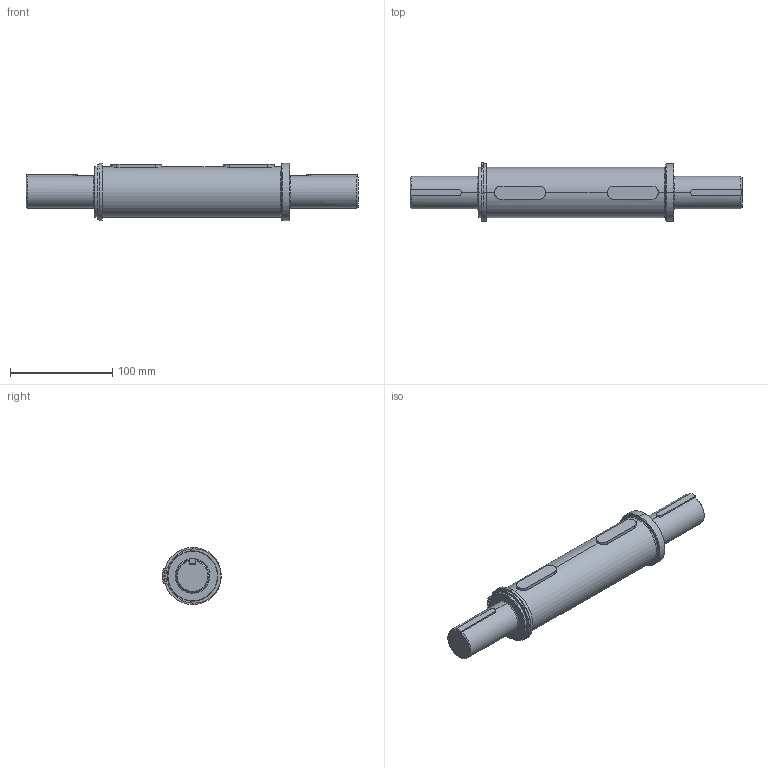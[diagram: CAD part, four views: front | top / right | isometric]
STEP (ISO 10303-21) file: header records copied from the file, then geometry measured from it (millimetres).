
FILE_DESCRIPTION (( 'STEP AP203' ), '1' );
FILE_NAME ('WGSS-262-DS.step', '2023-01-30T20:54:54', ( '' ), ( '' ), 'SwSTEP 2.0', 'SolidWorks 2021', '' );
FILE_SCHEMA (( 'CONFIG_CONTROL_DESIGN' ));
Length unit declared in the file: inch
Products named in the file (1): WGSS-262-DS
Bounding box: 324.2 x 57.25 x 56 mm (x, y, z)
Volume: 480363.4 mm3; surface area: 61106.9 mm2
Topology: 7 solids, 7 shells, 110 faces, 262 edges, 171 vertices
Faces by surface type: plane 47, cylinder 47, cone 10, bspline 6
Entity records: 3994 total; most frequent: CARTESIAN_POINT 1324, DIRECTION 557, ORIENTED_EDGE 524, EDGE_CURVE 262, AXIS2_PLACEMENT_3D 212, VERTEX_POINT 171, VECTOR 133, LINE 133
